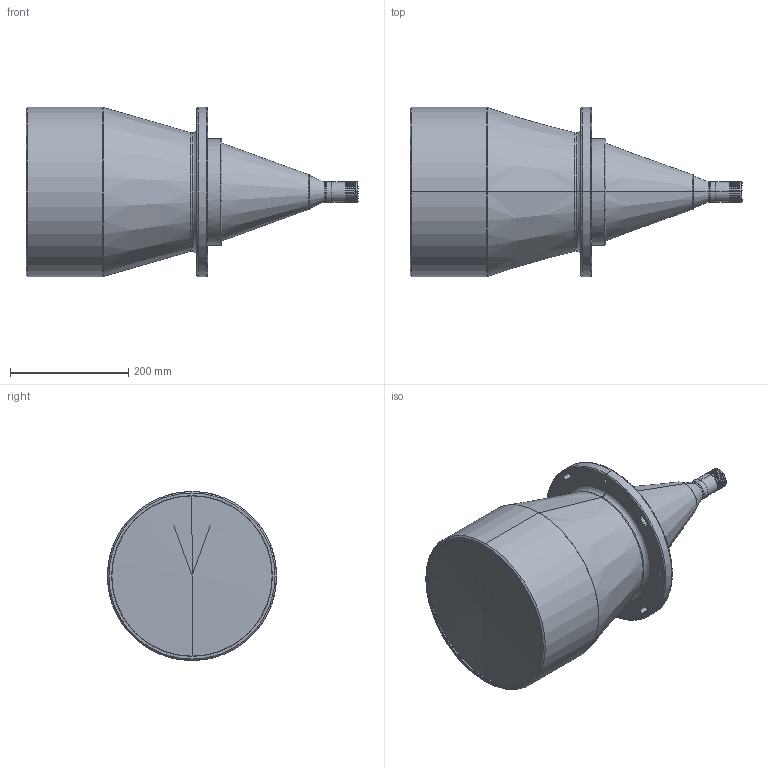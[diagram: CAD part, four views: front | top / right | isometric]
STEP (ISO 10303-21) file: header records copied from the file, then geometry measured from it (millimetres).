
FILE_DESCRIPTION (( 'STEP AP203' ), '1' );
FILE_NAME ('DTCL-240H.STEP', '2019-12-02T01:45:29', ( 'Windows 蚚誧' ), ( '' ), 'SwSTEP 2.0', 'SolidWorks 2017', '' );
FILE_SCHEMA (( 'CONFIG_CONTROL_DESIGN' ));
Length unit declared in the file: millimetre
Products named in the file (1): DTCL-240H
Bounding box: 561.42 x 286 x 286 mm (x, y, z)
Volume: 18991308.5 mm3; surface area: 479698.5 mm2
Topology: 5 solids, 8 shells, 189 faces, 451 edges, 286 vertices
Faces by surface type: cylinder 107, cone 38, plane 28, bspline 16
Entity records: 6430 total; most frequent: CARTESIAN_POINT 2128, DIRECTION 896, ORIENTED_EDGE 874, EDGE_CURVE 437, AXIS2_PLACEMENT_3D 378, VERTEX_POINT 280, EDGE_LOOP 223, CIRCLE 207
